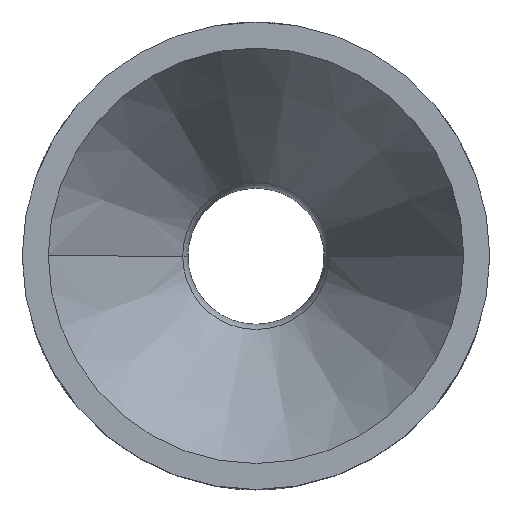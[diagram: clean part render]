
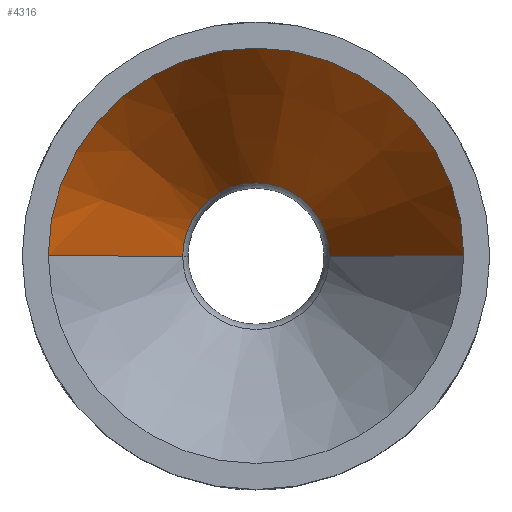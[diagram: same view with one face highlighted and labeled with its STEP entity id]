
A CAD part, top view. The second image highlights one B-rep face of the part: STEP entity #4316.
In plain terms, the highlighted conical face has half-angle 30 degrees and reference radius 15.54 mm.
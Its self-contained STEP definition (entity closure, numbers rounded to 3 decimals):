
#185 = EDGE_CURVE ( 'NONE', #8126, #5017, #1050, .T. ) ;
#398 = CARTESIAN_POINT ( 'NONE',  ( -5.487, 0., -17.412 ) ) ;
#618 = CIRCLE ( 'NONE', #5343, 5.487 ) ;
#986 = ORIENTED_EDGE ( 'NONE', *, *, #1526, .T. ) ;
#1050 = CIRCLE ( 'NONE', #12033, 15.54 ) ;
#1499 = DIRECTION ( 'NONE',  ( 1., 0., 0. ) ) ;
#1526 = EDGE_CURVE ( 'NONE', #10460, #8126, #8793, .T. ) ;
#1564 = CARTESIAN_POINT ( 'NONE',  ( -15.54, 0., 0. ) ) ;
#1604 = DIRECTION ( 'NONE',  ( 0., 0., 1. ) ) ;
#1949 = CARTESIAN_POINT ( 'NONE',  ( 5.487, 0., -17.412 ) ) ;
#2601 = ORIENTED_EDGE ( 'NONE', *, *, #185, .T. ) ;
#2799 = LINE ( 'NONE', #12061, #7519 ) ;
#3283 = EDGE_CURVE ( 'NONE', #12000, #5017, #2799, .T. ) ;
#3400 = CARTESIAN_POINT ( 'NONE',  ( 0., 0., -17.412 ) ) ;
#3831 = DIRECTION ( 'NONE',  ( -0.5, 0., 0.866 ) ) ;
#3873 = DIRECTION ( 'NONE',  ( 0.5, 0., 0.866 ) ) ;
#4285 = DIRECTION ( 'NONE',  ( 0., 0., 1. ) ) ;
#4316 = ADVANCED_FACE ( 'NONE', ( #11592 ), #7710, .F. ) ;
#4913 = CARTESIAN_POINT ( 'NONE',  ( 15.54, 0., 0. ) ) ;
#4948 = CARTESIAN_POINT ( 'NONE',  ( 15.54, 0., 0. ) ) ;
#4960 = AXIS2_PLACEMENT_3D ( 'NONE', #7923, #4285, #7061 ) ;
#4973 = VECTOR ( 'NONE', #3873, 1000. ) ;
#5017 = VERTEX_POINT ( 'NONE', #1564 ) ;
#5343 = AXIS2_PLACEMENT_3D ( 'NONE', #3400, #7140, #1499 ) ;
#5529 = CARTESIAN_POINT ( 'NONE',  ( 0., 0., 0. ) ) ;
#7061 = DIRECTION ( 'NONE',  ( 1., 0., 0. ) ) ;
#7140 = DIRECTION ( 'NONE',  ( 0., 0., 1. ) ) ;
#7206 = ORIENTED_EDGE ( 'NONE', *, *, #3283, .F. ) ;
#7519 = VECTOR ( 'NONE', #3831, 1000. ) ;
#7710 = CONICAL_SURFACE ( 'NONE', #4960, 15.54, 0.524 ) ;
#7905 = EDGE_LOOP ( 'NONE', ( #7206, #9374, #986, #2601 ) ) ;
#7923 = CARTESIAN_POINT ( 'NONE',  ( 0., 0., 0. ) ) ;
#8126 = VERTEX_POINT ( 'NONE', #4948 ) ;
#8793 = LINE ( 'NONE', #4913, #4973 ) ;
#9374 = ORIENTED_EDGE ( 'NONE', *, *, #9418, .F. ) ;
#9418 = EDGE_CURVE ( 'NONE', #10460, #12000, #618, .T. ) ;
#10460 = VERTEX_POINT ( 'NONE', #1949 ) ;
#11592 = FACE_OUTER_BOUND ( 'NONE', #7905, .T. ) ;
#12000 = VERTEX_POINT ( 'NONE', #398 ) ;
#12033 = AXIS2_PLACEMENT_3D ( 'NONE', #5529, #1604, #12034 ) ;
#12034 = DIRECTION ( 'NONE',  ( 1., 0., 0. ) ) ;
#12061 = CARTESIAN_POINT ( 'NONE',  ( -15.54, 0., 0. ) ) ;
